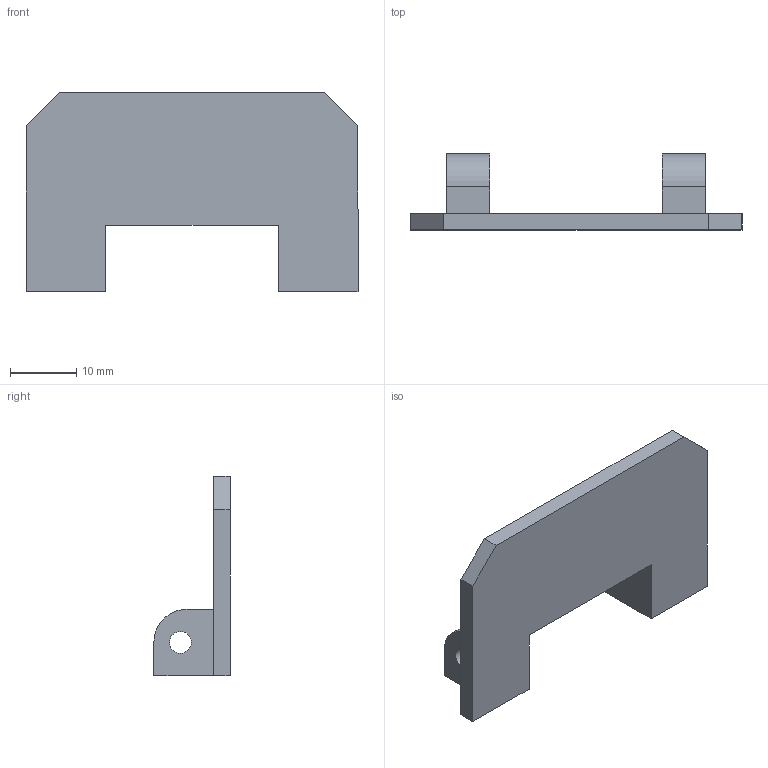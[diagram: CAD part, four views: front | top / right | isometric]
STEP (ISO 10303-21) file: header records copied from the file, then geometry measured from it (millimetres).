
FILE_DESCRIPTION (( 'STEP AP214' ), '1' );
FILE_NAME ('Flipper part 2 (3D).STEP', '2021-06-04T10:53:58', ( '' ), ( '' ), 'SwSTEP 2.0', 'SolidWorks 2016', '' );
FILE_SCHEMA (( 'AUTOMOTIVE_DESIGN' ));
Length unit declared in the file: millimetre
Products named in the file (2): Flipper part 2 (3D)
Bounding box: 50 x 11.5 x 30 mm (x, y, z)
Volume: 3991.3 mm3; surface area: 3575.1 mm2
Topology: 1 solids, 1 shells, 112 faces, 307 edges, 204 vertices
Faces by surface type: plane 67, cylinder 45
Entity records: 3622 total; most frequent: CARTESIAN_POINT 625, DIRECTION 625, ORIENTED_EDGE 614, EDGE_CURVE 307, LINE 217, VECTOR 217, VERTEX_POINT 204, AXIS2_PLACEMENT_3D 204
